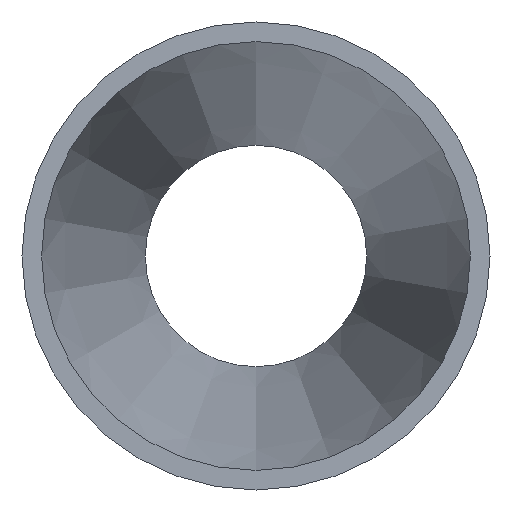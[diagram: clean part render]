
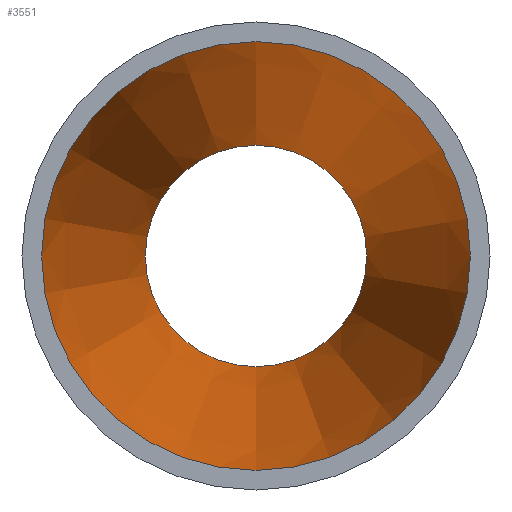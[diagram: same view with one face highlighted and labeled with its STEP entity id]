
A CAD part, front view. The second image highlights one B-rep face of the part: STEP entity #3551.
In plain terms, the highlighted conical face has half-angle 9.491 degrees and reference radius 22.122 mm.
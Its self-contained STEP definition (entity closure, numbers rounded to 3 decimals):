
#19 = VERTEX_POINT ( 'NONE', #1524 ) ;
#1147 = DIRECTION ( 'NONE',  ( 0., -1., 0. ) ) ;
#1524 = CARTESIAN_POINT ( 'NONE',  ( 0., 64., -11.422 ) ) ;
#2751 = VERTEX_POINT ( 'NONE', #8318 ) ;
#3220 = ORIENTED_EDGE ( 'NONE', *, *, #15680, .F. ) ;
#3330 = CIRCLE ( 'NONE', #14185, 22.122 ) ;
#3551 = ADVANCED_FACE ( 'NONE', ( #11826, #14217 ), #13702, .F. ) ;
#4105 = ORIENTED_EDGE ( 'NONE', *, *, #12420, .T. ) ;
#4995 = DIRECTION ( 'NONE',  ( 0., -1., 0. ) ) ;
#5419 = AXIS2_PLACEMENT_3D ( 'NONE', #17254, #4995, #10467 ) ;
#6600 = DIRECTION ( 'NONE',  ( 0., 0., -1. ) ) ;
#7067 = CIRCLE ( 'NONE', #10823, 11.422 ) ;
#7686 = CARTESIAN_POINT ( 'NONE',  ( 0., 64., 0. ) ) ;
#8318 = CARTESIAN_POINT ( 'NONE',  ( 0., 0., -22.122 ) ) ;
#10467 = DIRECTION ( 'NONE',  ( 0., 0., -1. ) ) ;
#10823 = AXIS2_PLACEMENT_3D ( 'NONE', #7686, #13889, #16558 ) ;
#11826 = FACE_BOUND ( 'NONE', #16260, .T. ) ;
#12420 = EDGE_CURVE ( 'NONE', #2751, #2751, #3330, .T. ) ;
#13702 = CONICAL_SURFACE ( 'NONE', #5419, 22.122, 0.166 ) ;
#13889 = DIRECTION ( 'NONE',  ( 0., -1., 0. ) ) ;
#14185 = AXIS2_PLACEMENT_3D ( 'NONE', #16155, #1147, #6600 ) ;
#14217 = FACE_OUTER_BOUND ( 'NONE', #15966, .T. ) ;
#15680 = EDGE_CURVE ( 'NONE', #19, #19, #7067, .T. ) ;
#15966 = EDGE_LOOP ( 'NONE', ( #4105 ) ) ;
#16155 = CARTESIAN_POINT ( 'NONE',  ( 0., 0., 0. ) ) ;
#16260 = EDGE_LOOP ( 'NONE', ( #3220 ) ) ;
#16558 = DIRECTION ( 'NONE',  ( 0., 0., -1. ) ) ;
#17254 = CARTESIAN_POINT ( 'NONE',  ( 0., 0., 0. ) ) ;
